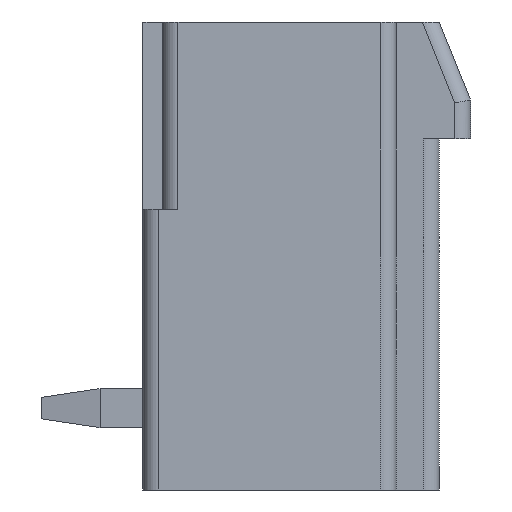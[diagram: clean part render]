
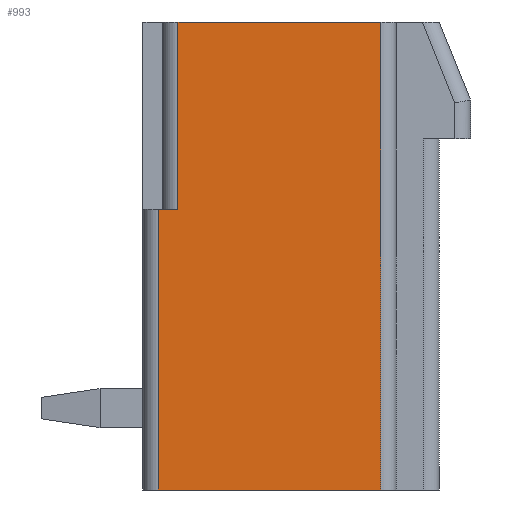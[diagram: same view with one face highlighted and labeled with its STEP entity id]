
A CAD part, left-side view. The second image highlights one B-rep face of the part: STEP entity #993.
In plain terms, the highlighted planar face has unit normal (-1, 0, 0).
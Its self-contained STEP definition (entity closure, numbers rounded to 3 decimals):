
#993 = ADVANCED_FACE( '', ( #1960 ), #1961, .T. );
#1960 = FACE_OUTER_BOUND( '', #2887, .T. );
#1961 = PLANE( '', #2888 );
#2887 = EDGE_LOOP( '', ( #5528, #5529, #5530, #5531, #5532, #5533 ) );
#2888 = AXIS2_PLACEMENT_3D( '', #5534, #5535, #5536 );
#5528 = ORIENTED_EDGE( '', *, *, #6442, .T. );
#5529 = ORIENTED_EDGE( '', *, *, #6401, .T. );
#5530 = ORIENTED_EDGE( '', *, *, #6104, .F. );
#5531 = ORIENTED_EDGE( '', *, *, #6518, .T. );
#5532 = ORIENTED_EDGE( '', *, *, #6080, .T. );
#5533 = ORIENTED_EDGE( '', *, *, #6610, .T. );
#5534 = CARTESIAN_POINT( '', ( -3.68, 0., 0. ) );
#5535 = DIRECTION( '', ( -1., 0., 0. ) );
#5536 = DIRECTION( '', ( 0., 0., 1. ) );
#6080 = EDGE_CURVE( '', #7472, #7473, #7474, .T. );
#6104 = EDGE_CURVE( '', #7506, #7508, #7509, .T. );
#6401 = EDGE_CURVE( '', #7920, #7508, #7922, .T. );
#6442 = EDGE_CURVE( '', #7971, #7920, #7972, .T. );
#6518 = EDGE_CURVE( '', #7506, #7472, #8060, .T. );
#6610 = EDGE_CURVE( '', #7473, #7971, #8157, .T. );
#7472 = VERTEX_POINT( '', #9353 );
#7473 = VERTEX_POINT( '', #9354 );
#7474 = LINE( '', #9355, #9356 );
#7506 = VERTEX_POINT( '', #9401 );
#7508 = VERTEX_POINT( '', #9403 );
#7509 = LINE( '', #9404, #9405 );
#7920 = VERTEX_POINT( '', #10014 );
#7922 = LINE( '', #10016, #10017 );
#7971 = VERTEX_POINT( '', #10087 );
#7972 = LINE( '', #10088, #10089 );
#8060 = LINE( '', #10213, #10214 );
#8157 = LINE( '', #10338, #10339 );
#9353 = CARTESIAN_POINT( '', ( -3.68, 8., 0. ) );
#9354 = CARTESIAN_POINT( '', ( -3.68, 2.3, 0. ) );
#9355 = CARTESIAN_POINT( '', ( -3.68, 7.9, 0. ) );
#9356 = VECTOR( '', #10906, 1000. );
#9401 = CARTESIAN_POINT( '', ( -3.68, 8., 7.2 ) );
#9403 = CARTESIAN_POINT( '', ( -3.68, 7.5, 7.2 ) );
#9404 = CARTESIAN_POINT( '', ( -3.68, 8.4, 7.2 ) );
#9405 = VECTOR( '', #10935, 1000. );
#10014 = CARTESIAN_POINT( '', ( -3.68, 7.5, 12. ) );
#10016 = CARTESIAN_POINT( '', ( -3.68, 7.5, 0. ) );
#10017 = VECTOR( '', #11209, 1000. );
#10087 = CARTESIAN_POINT( '', ( -3.68, 2.3, 12. ) );
#10088 = CARTESIAN_POINT( '', ( -3.68, 1.9, 12. ) );
#10089 = VECTOR( '', #11243, 1000. );
#10213 = CARTESIAN_POINT( '', ( -3.68, 8., 0. ) );
#10214 = VECTOR( '', #11310, 1000. );
#10338 = CARTESIAN_POINT( '', ( -3.68, 2.3, 12. ) );
#10339 = VECTOR( '', #11344, 1000. );
#10906 = DIRECTION( '', ( 0., -1., 0. ) );
#10935 = DIRECTION( '', ( 0., -1., 0. ) );
#11209 = DIRECTION( '', ( 0., 0., -1. ) );
#11243 = DIRECTION( '', ( 0., 1., 0. ) );
#11310 = DIRECTION( '', ( 0., 0., -1. ) );
#11344 = DIRECTION( '', ( 0., 0., 1. ) );
